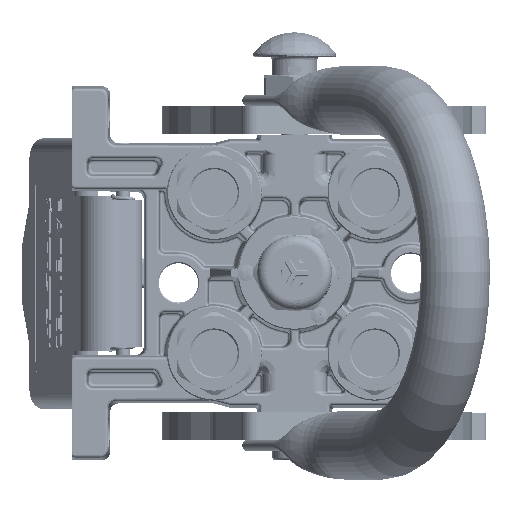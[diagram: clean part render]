
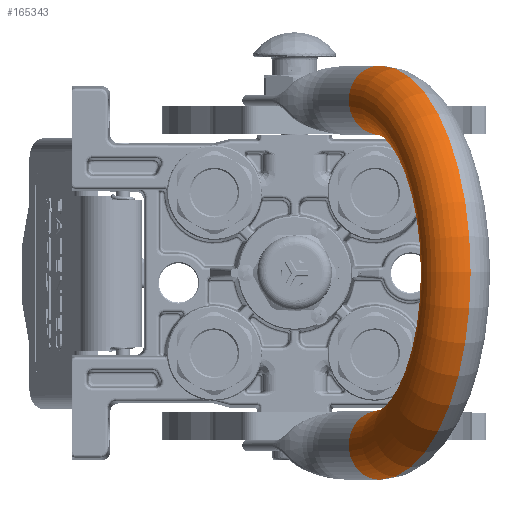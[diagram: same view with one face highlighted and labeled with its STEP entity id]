
A CAD part, top view. The second image highlights one B-rep face of the part: STEP entity #165343.
In plain terms, the highlighted toroidal (fillet/blend) face has major radius 62.25 mm and minor radius 12.5 mm.
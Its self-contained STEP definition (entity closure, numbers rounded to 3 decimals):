
#3284 = DIRECTION ( 'NONE',  ( 0., 1., 0. ) ) ;
#4648 = DIRECTION ( 'NONE',  ( 1., 0., 0. ) ) ;
#8113 = ORIENTED_EDGE ( 'NONE', *, *, #90861, .T. ) ;
#10213 = CARTESIAN_POINT ( 'NONE',  ( -74.75, 0., 25.25 ) ) ;
#10976 = CARTESIAN_POINT ( 'NONE',  ( -49.75, 0., 25.25 ) ) ;
#17540 = ORIENTED_EDGE ( 'NONE', *, *, #59866, .F. ) ;
#25028 = CARTESIAN_POINT ( 'NONE',  ( 74.75, 0., 25.25 ) ) ;
#30315 = DIRECTION ( 'NONE',  ( -1., 0., 0. ) ) ;
#45539 = DIRECTION ( 'NONE',  ( 0., 1., 0. ) ) ;
#47793 = DIRECTION ( 'NONE',  ( -1., 0., 0. ) ) ;
#55082 = AXIS2_PLACEMENT_3D ( 'NONE', #211677, #45539, #30315 ) ;
#59866 = EDGE_CURVE ( 'NONE', #189376, #203666, #76411, .T. ) ;
#71785 = DIRECTION ( 'NONE',  ( 0., 0., 1. ) ) ;
#72687 = CIRCLE ( 'NONE', #55082, 49.75 ) ;
#76411 = CIRCLE ( 'NONE', #177509, 74.75 ) ;
#90861 = EDGE_CURVE ( 'NONE', #189376, #108746, #119474, .T. ) ;
#96280 = CARTESIAN_POINT ( 'NONE',  ( 0., 0., 25.25 ) ) ;
#96417 = CIRCLE ( 'NONE', #107460, 12.5 ) ;
#104951 = DIRECTION ( 'NONE',  ( -1., 0., 0. ) ) ;
#106068 = ORIENTED_EDGE ( 'NONE', *, *, #130462, .F. ) ;
#107460 = AXIS2_PLACEMENT_3D ( 'NONE', #118108, #186113, #4648 ) ;
#108746 = VERTEX_POINT ( 'NONE', #10976 ) ;
#113993 = FACE_OUTER_BOUND ( 'NONE', #199765, .T. ) ;
#116010 = DIRECTION ( 'NONE',  ( 1., 0., 0. ) ) ;
#118108 = CARTESIAN_POINT ( 'NONE',  ( 62.25, 0., 25.25 ) ) ;
#119474 = CIRCLE ( 'NONE', #130909, 12.5 ) ;
#122961 = ORIENTED_EDGE ( 'NONE', *, *, #171360, .T. ) ;
#123749 = CARTESIAN_POINT ( 'NONE',  ( -62.25, 0., 25.25 ) ) ;
#130462 = EDGE_CURVE ( 'NONE', #203666, #186774, #96417, .T. ) ;
#130909 = AXIS2_PLACEMENT_3D ( 'NONE', #123749, #71785, #104951 ) ;
#162719 = DIRECTION ( 'NONE',  ( 0., 1., 0. ) ) ;
#165343 = ADVANCED_FACE ( 'NONE', ( #113993 ), #204412, .T. ) ;
#171360 = EDGE_CURVE ( 'NONE', #108746, #186774, #72687, .T. ) ;
#177509 = AXIS2_PLACEMENT_3D ( 'NONE', #96280, #162719, #47793 ) ;
#182582 = CARTESIAN_POINT ( 'NONE',  ( 0., 0., 25.25 ) ) ;
#186113 = DIRECTION ( 'NONE',  ( 0., 0., -1. ) ) ;
#186774 = VERTEX_POINT ( 'NONE', #187754 ) ;
#187072 = AXIS2_PLACEMENT_3D ( 'NONE', #182582, #3284, #116010 ) ;
#187754 = CARTESIAN_POINT ( 'NONE',  ( 49.75, 0., 25.25 ) ) ;
#189376 = VERTEX_POINT ( 'NONE', #10213 ) ;
#199765 = EDGE_LOOP ( 'NONE', ( #122961, #106068, #17540, #8113 ) ) ;
#203666 = VERTEX_POINT ( 'NONE', #25028 ) ;
#204412 = TOROIDAL_SURFACE ( 'NONE', #187072, 62.25, 12.5 ) ;
#211677 = CARTESIAN_POINT ( 'NONE',  ( 0., 0., 25.25 ) ) ;
